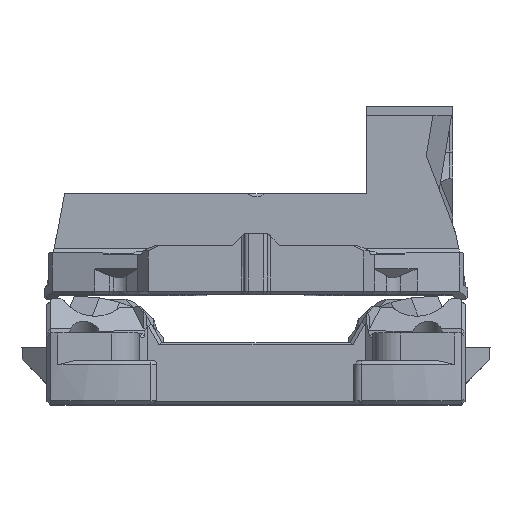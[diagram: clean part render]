
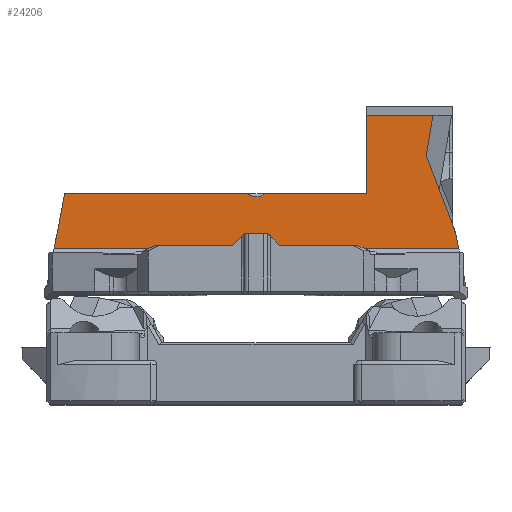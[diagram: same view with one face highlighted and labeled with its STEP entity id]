
A CAD part, top view. The second image highlights one B-rep face of the part: STEP entity #24206.
In plain terms, the highlighted planar face has unit normal (0, 0, 1).
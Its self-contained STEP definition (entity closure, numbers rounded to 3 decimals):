
#1615=FACE_OUTER_BOUND('',#3001,.T.);
#3001=EDGE_LOOP('',(#18919,#18920,#18921,#18922,#18923,#18924,#18925,#18926,
#18927,#18928));
#3937=B_SPLINE_CURVE_WITH_KNOTS('',3,(#43278,#43279,#43280,#43281,#43282,
#43283,#43284,#43285,#43286,#43287,#43288,#43289,#43290,#43291,#43292,#43293,
#43294,#43295,#43296,#43297,#43298,#43299,#43300,#43301,#43302,#43303,#43304,
#43305),.UNSPECIFIED.,.F.,.F.,(4,3,3,3,3,3,3,3,3,4),(0.088,
0.114,0.14,0.167,0.193,
0.22,0.247,0.273,0.299,
0.324),.UNSPECIFIED.);
#5367=LINE('',#43213,#8161);
#5379=LINE('',#43243,#8173);
#5390=LINE('',#43268,#8184);
#5391=LINE('',#43270,#8185);
#5392=LINE('',#43272,#8186);
#5393=LINE('',#43274,#8187);
#5394=LINE('',#43276,#8188);
#5395=LINE('',#43306,#8189);
#5396=LINE('',#43307,#8190);
#8161=VECTOR('',#29662,10.);
#8173=VECTOR('',#29682,10.);
#8184=VECTOR('',#29699,10.);
#8185=VECTOR('',#29700,10.);
#8186=VECTOR('',#29701,10.);
#8187=VECTOR('',#29702,10.);
#8188=VECTOR('',#29703,10.);
#8189=VECTOR('',#29704,10.);
#8190=VECTOR('',#29705,10.);
#10804=VERTEX_POINT('',#43211);
#10805=VERTEX_POINT('',#43212);
#10818=VERTEX_POINT('',#43241);
#10819=VERTEX_POINT('',#43242);
#10830=VERTEX_POINT('',#43267);
#10831=VERTEX_POINT('',#43269);
#10832=VERTEX_POINT('',#43271);
#10833=VERTEX_POINT('',#43273);
#10834=VERTEX_POINT('',#43275);
#10835=VERTEX_POINT('',#43277);
#13717=EDGE_CURVE('',#10804,#10805,#5367,.T.);
#13732=EDGE_CURVE('',#10818,#10819,#5379,.T.);
#13745=EDGE_CURVE('',#10830,#10805,#5390,.T.);
#13746=EDGE_CURVE('',#10831,#10830,#5391,.T.);
#13747=EDGE_CURVE('',#10832,#10831,#5392,.T.);
#13748=EDGE_CURVE('',#10832,#10833,#5393,.T.);
#13749=EDGE_CURVE('',#10834,#10833,#5394,.T.);
#13750=EDGE_CURVE('',#10835,#10834,#3937,.T.);
#13751=EDGE_CURVE('',#10818,#10835,#5395,.T.);
#13752=EDGE_CURVE('',#10804,#10819,#5396,.T.);
#18919=ORIENTED_EDGE('',*,*,#13717,.T.);
#18920=ORIENTED_EDGE('',*,*,#13745,.F.);
#18921=ORIENTED_EDGE('',*,*,#13746,.F.);
#18922=ORIENTED_EDGE('',*,*,#13747,.F.);
#18923=ORIENTED_EDGE('',*,*,#13748,.T.);
#18924=ORIENTED_EDGE('',*,*,#13749,.F.);
#18925=ORIENTED_EDGE('',*,*,#13750,.F.);
#18926=ORIENTED_EDGE('',*,*,#13751,.F.);
#18927=ORIENTED_EDGE('',*,*,#13732,.T.);
#18928=ORIENTED_EDGE('',*,*,#13752,.F.);
#23013=PLANE('',#25752);
#24206=ADVANCED_FACE('',(#1615),#23013,.F.);
#25752=AXIS2_PLACEMENT_3D('',#43266,#29697,#29698);
#29662=DIRECTION('',(-0.189,0.982,0.));
#29682=DIRECTION('',(-0.191,-0.982,0.));
#29697=DIRECTION('center_axis',(0.,0.,
-1.));
#29698=DIRECTION('ref_axis',(-1.,0.,0.));
#29699=DIRECTION('',(0.358,-0.934,0.));
#29700=DIRECTION('',(-0.164,-0.987,0.));
#29701=DIRECTION('',(1.,0.,0.));
#29702=DIRECTION('',(0.,-1.,0.));
#29703=DIRECTION('',(1.,0.,0.));
#29704=DIRECTION('',(1.,0.,0.));
#29705=DIRECTION('',(-1.,0.,0.));
#43211=CARTESIAN_POINT('',(22.209,29.918,35.484));
#43212=CARTESIAN_POINT('',(21.877,31.64,35.484));
#43213=CARTESIAN_POINT('',(21.472,33.744,35.484));
#43241=CARTESIAN_POINT('',(-20.948,35.931,35.484));
#43242=CARTESIAN_POINT('',(-22.115,29.918,35.484));
#43243=CARTESIAN_POINT('',(-21.704,32.039,35.484));
#43266=CARTESIAN_POINT('Origin',(1.498,30.211,35.484));
#43267=CARTESIAN_POINT('',(18.636,40.09,35.484));
#43268=CARTESIAN_POINT('',(20.897,34.196,35.484));
#43269=CARTESIAN_POINT('',(19.372,44.525,35.484));
#43270=CARTESIAN_POINT('',(17.418,32.75,35.484));
#43271=CARTESIAN_POINT('',(12.1,44.525,35.484));
#43272=CARTESIAN_POINT('',(7.692,44.525,35.484));
#43273=CARTESIAN_POINT('',(12.1,35.931,35.484));
#43274=CARTESIAN_POINT('',(12.1,42.927,35.484));
#43275=CARTESIAN_POINT('',(0.983,35.931,35.484));
#43276=CARTESIAN_POINT('',(-1.266,35.931,35.484));
#43277=CARTESIAN_POINT('',(-0.984,35.931,35.484));
#43278=CARTESIAN_POINT('Ctrl Pts',(-0.984,35.931,35.484));
#43279=CARTESIAN_POINT('Ctrl Pts',(-0.91,35.882,
35.484));
#43280=CARTESIAN_POINT('Ctrl Pts',(-0.838,35.839,
35.484));
#43281=CARTESIAN_POINT('Ctrl Pts',(-0.766,35.801,
35.484));
#43282=CARTESIAN_POINT('Ctrl Pts',(-0.692,35.763,
35.484));
#43283=CARTESIAN_POINT('Ctrl Pts',(-0.619,35.729,35.484));
#43284=CARTESIAN_POINT('Ctrl Pts',(-0.546,35.702,35.484));
#43285=CARTESIAN_POINT('Ctrl Pts',(-0.472,35.674,35.484));
#43286=CARTESIAN_POINT('Ctrl Pts',(-0.399,35.652,
35.484));
#43287=CARTESIAN_POINT('Ctrl Pts',(-0.326,35.636,
35.484));
#43288=CARTESIAN_POINT('Ctrl Pts',(-0.253,35.619,
35.484));
#43289=CARTESIAN_POINT('Ctrl Pts',(-0.179,35.608,
35.484));
#43290=CARTESIAN_POINT('Ctrl Pts',(-0.106,35.603,
35.484));
#43291=CARTESIAN_POINT('Ctrl Pts',(-0.033,35.597,
35.484));
#43292=CARTESIAN_POINT('Ctrl Pts',(0.04,35.597,
35.484));
#43293=CARTESIAN_POINT('Ctrl Pts',(0.113,35.603,35.484));
#43294=CARTESIAN_POINT('Ctrl Pts',(0.186,35.609,35.484));
#43295=CARTESIAN_POINT('Ctrl Pts',(0.259,35.62,35.484));
#43296=CARTESIAN_POINT('Ctrl Pts',(0.332,35.637,35.484));
#43297=CARTESIAN_POINT('Ctrl Pts',(0.404,35.654,35.484));
#43298=CARTESIAN_POINT('Ctrl Pts',(0.477,35.676,35.484));
#43299=CARTESIAN_POINT('Ctrl Pts',(0.55,35.704,35.484));
#43300=CARTESIAN_POINT('Ctrl Pts',(0.621,35.731,35.484));
#43301=CARTESIAN_POINT('Ctrl Pts',(0.693,35.763,35.484));
#43302=CARTESIAN_POINT('Ctrl Pts',(0.766,35.801,35.484));
#43303=CARTESIAN_POINT('Ctrl Pts',(0.838,35.839,35.484));
#43304=CARTESIAN_POINT('Ctrl Pts',(0.91,35.882,35.484));
#43305=CARTESIAN_POINT('Ctrl Pts',(0.983,35.931,35.484));
#43306=CARTESIAN_POINT('',(-1.266,35.931,35.484));
#43307=CARTESIAN_POINT('',(-8.901,29.918,35.484));
